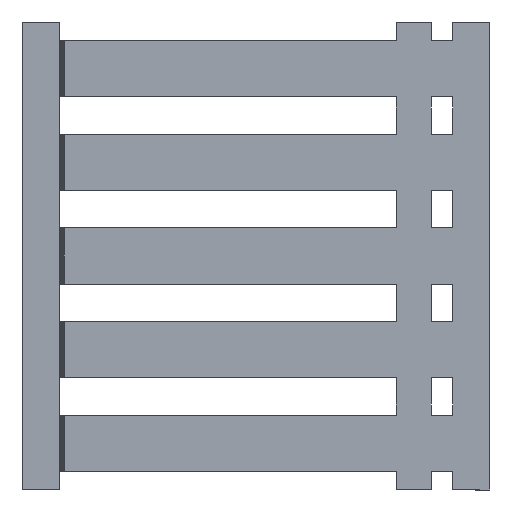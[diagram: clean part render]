
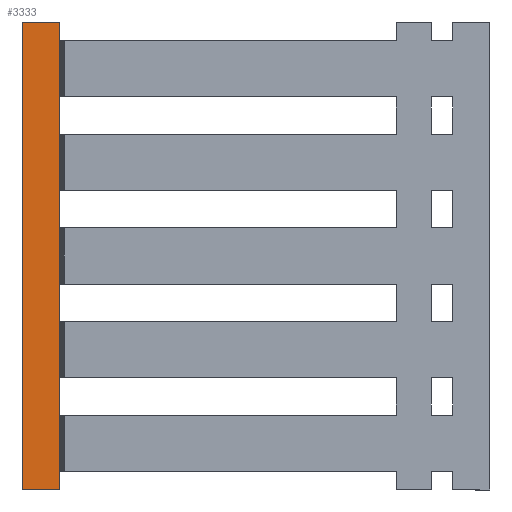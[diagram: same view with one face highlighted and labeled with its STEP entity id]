
A CAD part, left-side view. The second image highlights one B-rep face of the part: STEP entity #3333.
In plain terms, the highlighted planar face has unit normal (-1, 0, 0).
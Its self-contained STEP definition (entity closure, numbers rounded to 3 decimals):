
#168 = DIRECTION ( 'NONE',  ( 0., 0., 1. ) ) ;
#207 = PLANE ( 'NONE',  #1517 ) ;
#793 = LINE ( 'NONE', #2977, #3867 ) ;
#843 = FACE_OUTER_BOUND ( 'NONE', #2497, .T. ) ;
#862 = DIRECTION ( 'NONE',  ( 0., 0., 1. ) ) ;
#987 = CARTESIAN_POINT ( 'NONE',  ( -20., 92., -100. ) ) ;
#1147 = EDGE_CURVE ( 'NONE', #1958, #1997, #4941, .T. ) ;
#1336 = CARTESIAN_POINT ( 'NONE',  ( -20., 100., -100. ) ) ;
#1517 = AXIS2_PLACEMENT_3D ( 'NONE', #1336, #2956, #3488 ) ;
#1763 = VECTOR ( 'NONE', #4308, 1000. ) ;
#1768 = CARTESIAN_POINT ( 'NONE',  ( -20., 100., -100. ) ) ;
#1958 = VERTEX_POINT ( 'NONE', #4451 ) ;
#1997 = VERTEX_POINT ( 'NONE', #5014 ) ;
#2125 = VERTEX_POINT ( 'NONE', #987 ) ;
#2452 = LINE ( 'NONE', #6079, #4870 ) ;
#2497 = EDGE_LOOP ( 'NONE', ( #4071, #5795, #5051, #5805 ) ) ;
#2877 = VERTEX_POINT ( 'NONE', #1768 ) ;
#2956 = DIRECTION ( 'NONE',  ( -1., 0., 0. ) ) ;
#2977 = CARTESIAN_POINT ( 'NONE',  ( -20., 100., -100. ) ) ;
#3175 = EDGE_CURVE ( 'NONE', #2877, #1997, #3271, .T. ) ;
#3271 = LINE ( 'NONE', #5531, #5791 ) ;
#3333 = ADVANCED_FACE ( 'NONE', ( #843 ), #207, .T. ) ;
#3488 = DIRECTION ( 'NONE',  ( 0., 0., 1. ) ) ;
#3867 = VECTOR ( 'NONE', #6190, 1000. ) ;
#4071 = ORIENTED_EDGE ( 'NONE', *, *, #5819, .T. ) ;
#4308 = DIRECTION ( 'NONE',  ( 0., 1., 0. ) ) ;
#4451 = CARTESIAN_POINT ( 'NONE',  ( -20., 92., 0. ) ) ;
#4865 = CARTESIAN_POINT ( 'NONE',  ( -20., 0., 0. ) ) ;
#4870 = VECTOR ( 'NONE', #862, 1000. ) ;
#4941 = LINE ( 'NONE', #4865, #1763 ) ;
#5014 = CARTESIAN_POINT ( 'NONE',  ( -20., 100., 0. ) ) ;
#5051 = ORIENTED_EDGE ( 'NONE', *, *, #1147, .T. ) ;
#5373 = EDGE_CURVE ( 'NONE', #2125, #1958, #2452, .T. ) ;
#5531 = CARTESIAN_POINT ( 'NONE',  ( -20., 100., -100. ) ) ;
#5791 = VECTOR ( 'NONE', #168, 1000. ) ;
#5795 = ORIENTED_EDGE ( 'NONE', *, *, #5373, .T. ) ;
#5805 = ORIENTED_EDGE ( 'NONE', *, *, #3175, .F. ) ;
#5819 = EDGE_CURVE ( 'NONE', #2877, #2125, #793, .T. ) ;
#6079 = CARTESIAN_POINT ( 'NONE',  ( -20., 92., -100. ) ) ;
#6190 = DIRECTION ( 'NONE',  ( 0., -1., 0. ) ) ;
